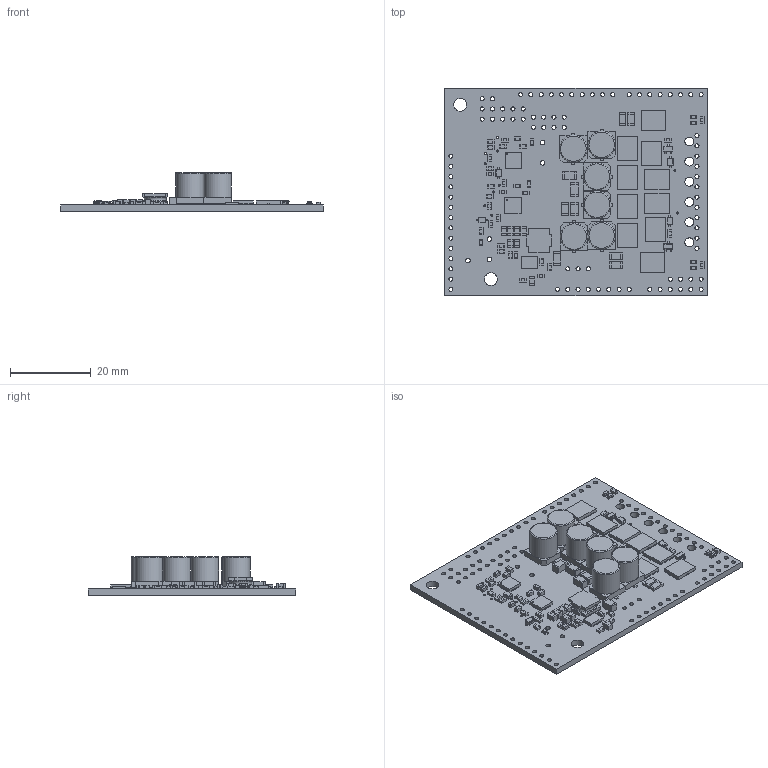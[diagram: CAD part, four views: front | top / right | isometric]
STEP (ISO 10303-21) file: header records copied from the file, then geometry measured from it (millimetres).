
FILE_DESCRIPTION (( 'STEP AP214' ), '1' );
FILE_NAME ('ash06c_step.step', '2017-11-03T17:09:10', ( '' ), ( '' ), 'SwSTEP 2.0', 'SolidWorks 2016', '' );
FILE_SCHEMA (( 'AUTOMOTIVE_DESIGN' ));
Length unit declared in the file: millimetre
Products named in the file (1): ash06c_step
Bounding box: 65.02 x 51.31 x 9.58 mm (x, y, z)
Volume: 7396.2 mm3; surface area: 10024.6 mm2
Topology: 1 solids, 1 shells, 2603 faces, 7449 edges, 4856 vertices
Faces by surface type: plane 2149, cylinder 261, bspline 181, torus 11, cone 1
Full cylindrical faces by diameter (mm): 0.25 x2, 0.508 x10, 1.016 x85, 1.143 x6, 2.184 x6, 3.175 x2, 6.8 x6
Entity records: 118645 total; most frequent: CARTESIAN_POINT 22974, ORIENTED_EDGE 14642, DIRECTION 12137, EDGE_CURVE 7321, VECTOR 6227, LINE 6227, VERTEX_POINT 4854, EDGE_LOOP 3191
